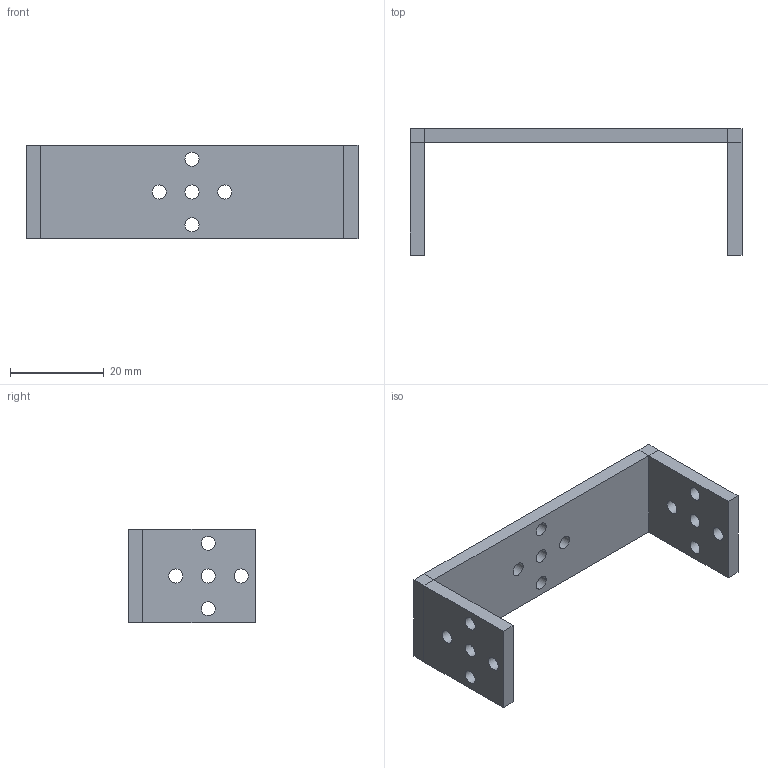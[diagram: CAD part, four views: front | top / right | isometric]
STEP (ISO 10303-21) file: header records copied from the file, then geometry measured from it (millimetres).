
FILE_DESCRIPTION(('FreeCAD Model'),'2;1');
FILE_NAME('Open CASCADE Shape Model','2022-06-29T22:09:37',('Author'),( ''),'Open CASCADE STEP processor 7.5','FreeCAD','Unknown');
FILE_SCHEMA(('AUTOMOTIVE_DESIGN { 1 0 10303 214 1 1 1 1 }'));
Length unit declared in the file: millimetre
Products named in the file (2): servo frame part 3; servo frame part 004
Assembly tree (1 placements, depth 2):
  servo frame part 3
    servo frame part 004
Bounding box: 71 x 27 x 20 mm (x, y, z)
Volume: 6821.9 mm3; surface area: 5806.1 mm2
Topology: 1 solids, 1 shells, 40 faces, 98 edges, 60 vertices
Faces by surface type: plane 22, cylinder 18
Full cylindrical faces by diameter (mm): 3 x12
Entity records: 2589 total; most frequent: CARTESIAN_POINT 486, DIRECTION 399, LINE 222, VECTOR 222, ORIENTED_EDGE 196, PCURVE 196, DEFINITIONAL_REPRESENTATION 196, EDGE_CURVE 98
